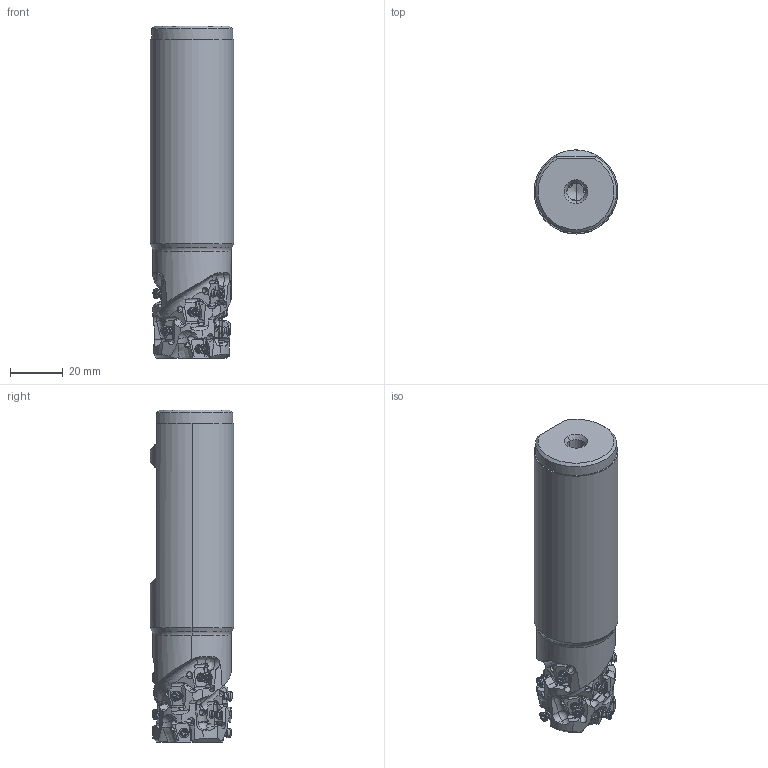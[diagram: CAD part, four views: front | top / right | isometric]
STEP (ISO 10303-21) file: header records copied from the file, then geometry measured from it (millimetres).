
FILE_DESCRIPTION(/* description */ (''),/* implementation_level */ '2;1');
FILE_NAME(/* name */ 'VPX200UR203FA20S1112.stp',/* time_stamp */ '2021-06-22T11:12:52+09:00',/* author */ (''),/* organization */ (''),/* preprocessor_version */ 'ST-DEVELOPER v16',/* originating_system */ 'SIEMENS PLM Software NX 10.0',/* authorisation */ '');
FILE_SCHEMA (('AUTOMOTIVE_DESIGN { 1 0 10303 214 3 1 1 1 }'));
Products named in the file (1): VPX200UR203FA20S1112_ASM
Bounding box: 31.75 x 31.75 x 125.8 mm (x, y, z)
Volume: 82712.8 mm3; surface area: 19580.2 mm2
Topology: 13 solids, 13 shells, 1211 faces, 3398 edges, 2167 vertices
Faces by surface type: cylinder 561, plane 292, cone 178, sphere 81, torus 66, bspline 27, extrusion 6
Entity records: 51252 total; most frequent: CARTESIAN_POINT 20734, ORIENTED_EDGE 6596, DIRECTION 6145, EDGE_CURVE 3298, AXIS2_PLACEMENT_3D 2514, VERTEX_POINT 2152, EDGE_LOOP 1274, ADVANCED_FACE 1211
